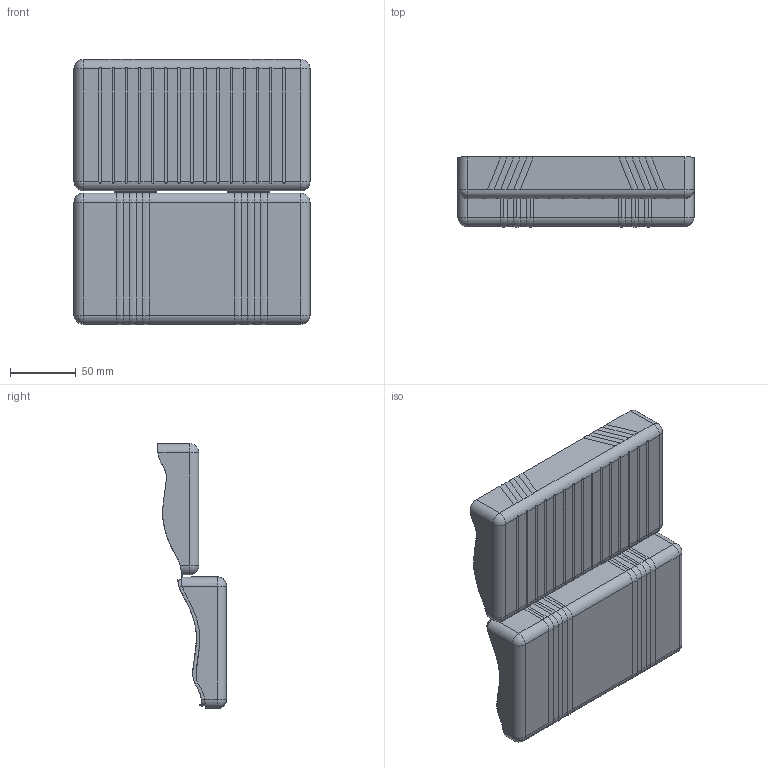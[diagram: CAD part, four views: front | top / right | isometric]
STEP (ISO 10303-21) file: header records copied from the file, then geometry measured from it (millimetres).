
FILE_DESCRIPTION (( 'STEP AP214' ), '1' );
FILE_NAME ('Main Body.STEP', '2025-03-25T21:58:06', ( '' ), ( '' ), 'SwSTEP 2.0', 'SolidWorks 2022', '' );
FILE_SCHEMA (( 'AUTOMOTIVE_DESIGN' ));
Length unit declared in the file: centimetre
Products named in the file (1): Main Body
Bounding box: 180 x 53.12 x 202.33 mm (x, y, z)
Volume: 212457.9 mm3; surface area: 134404.8 mm2
Topology: 1 solids, 1 shells, 440 faces, 1062 edges, 618 vertices
Faces by surface type: cylinder 180, plane 144, bspline 55, torus 49, sphere 12
Entity records: 31733 total; most frequent: CARTESIAN_POINT 21989, ORIENTED_EDGE 2096, DIRECTION 1921, EDGE_CURVE 1048, AXIS2_PLACEMENT_3D 708, VERTEX_POINT 618, LINE 505, VECTOR 505
